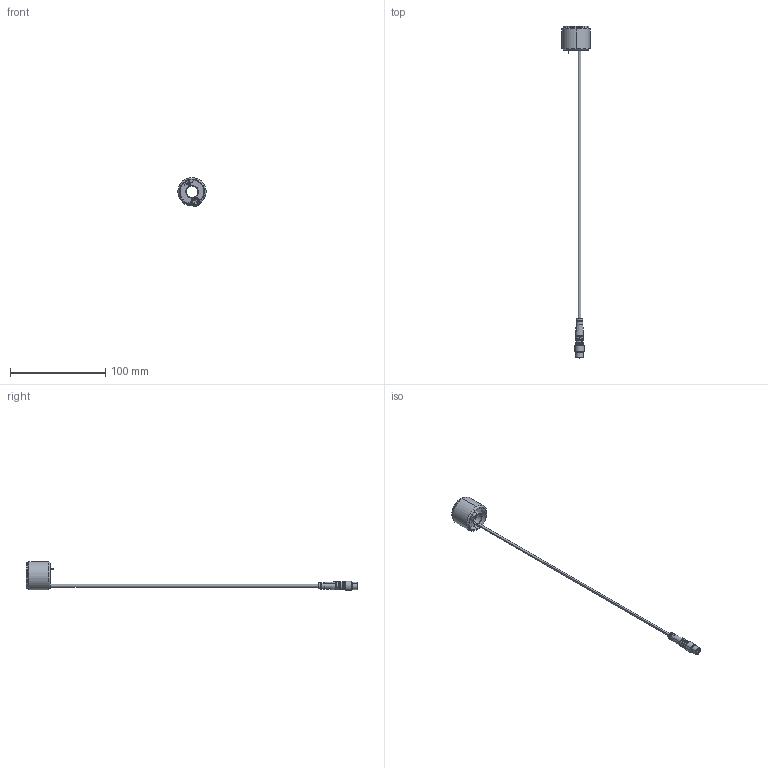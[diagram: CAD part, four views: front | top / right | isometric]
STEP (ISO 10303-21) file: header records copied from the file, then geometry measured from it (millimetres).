
FILE_DESCRIPTION (( 'STEP AP214' ), '1' );
FILE_NAME ('NSS0810.STEP', '2018-06-11T20:11:47', ( '' ), ( '' ), 'SwSTEP 2.0', 'SolidWorks 2016', '' );
FILE_SCHEMA (( 'AUTOMOTIVE_DESIGN' ));
Length unit declared in the file: inch
Products named in the file (9): 15289; 15286; 15285; NSS0810; 15290; 15288; 160144-010-01; 15287; 46.0557_13.00
Assembly tree (8 placements, depth 3):
  NSS0810
    15285
    15286
    15289
    46.0557_13.00
    15288
      15287
      160144-010-01
    15290
Bounding box: 29.81 x 348.98 x 30.3 mm (x, y, z)
Volume: 10960.6 mm3; surface area: 19028 mm2
Topology: 8 solids, 8 shells, 554 faces, 1412 edges, 920 vertices
Faces by surface type: plane 223, cylinder 186, bspline 96, cone 24, torus 19, sphere 6
Entity records: 54700 total; most frequent: CARTESIAN_POINT 40712, ORIENTED_EDGE 2800, DIRECTION 2561, EDGE_CURVE 1400, AXIS2_PLACEMENT_3D 938, VERTEX_POINT 914, VECTOR 685, LINE 685
